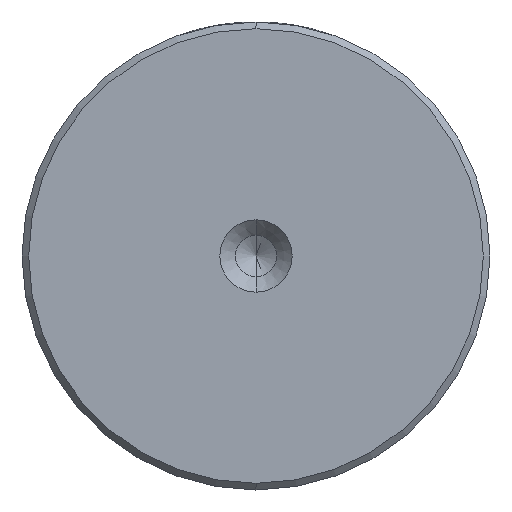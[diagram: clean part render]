
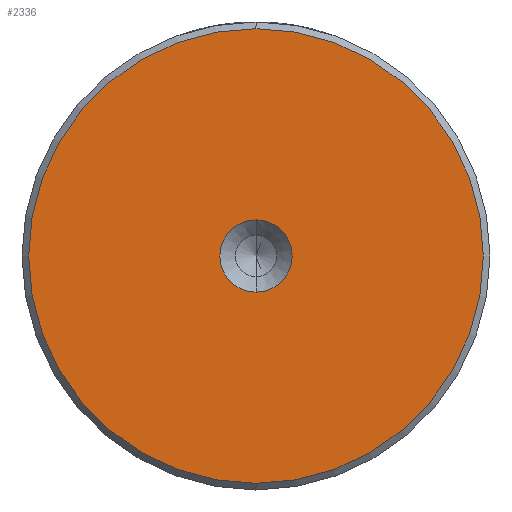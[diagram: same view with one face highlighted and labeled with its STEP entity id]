
A CAD part, left-side view. The second image highlights one B-rep face of the part: STEP entity #2336.
In plain terms, the highlighted planar face has unit normal (-1, 0, 0).
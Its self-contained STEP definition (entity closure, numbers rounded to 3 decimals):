
#47 = CARTESIAN_POINT ( 'NONE',  ( 0., 0., -17. ) ) ;
#51 = DIRECTION ( 'NONE',  ( 0., 0., 1. ) ) ;
#85 = CARTESIAN_POINT ( 'NONE',  ( 0., 0., 0. ) ) ;
#162 = AXIS2_PLACEMENT_3D ( 'NONE', #411, #1156, #51 ) ;
#164 = CIRCLE ( 'NONE', #704, 2.7 ) ;
#209 = CARTESIAN_POINT ( 'NONE',  ( 0., 0., 0. ) ) ;
#270 = DIRECTION ( 'NONE',  ( 0., 0., 1. ) ) ;
#403 = DIRECTION ( 'NONE',  ( 0., 0., 1. ) ) ;
#411 = CARTESIAN_POINT ( 'NONE',  ( 0., 0., 0. ) ) ;
#436 = DIRECTION ( 'NONE',  ( -1., 0., 0. ) ) ;
#475 = EDGE_CURVE ( 'NONE', #1690, #712, #1714, .T. ) ;
#518 = EDGE_LOOP ( 'NONE', ( #1868, #1040 ) ) ;
#610 = CARTESIAN_POINT ( 'NONE',  ( 0., 0., 17. ) ) ;
#704 = AXIS2_PLACEMENT_3D ( 'NONE', #85, #1375, #270 ) ;
#712 = VERTEX_POINT ( 'NONE', #2278 ) ;
#764 = EDGE_CURVE ( 'NONE', #712, #1690, #164, .T. ) ;
#853 = EDGE_CURVE ( 'NONE', #1719, #1754, #1258, .T. ) ;
#854 = CARTESIAN_POINT ( 'NONE',  ( 0., 0., 0. ) ) ;
#982 = PLANE ( 'NONE',  #162 ) ;
#1034 = DIRECTION ( 'NONE',  ( 0., 0., 1. ) ) ;
#1040 = ORIENTED_EDGE ( 'NONE', *, *, #764, .F. ) ;
#1074 = AXIS2_PLACEMENT_3D ( 'NONE', #854, #2127, #1034 ) ;
#1156 = DIRECTION ( 'NONE',  ( -1., 0., 0. ) ) ;
#1258 = CIRCLE ( 'NONE', #1074, 17. ) ;
#1287 = ORIENTED_EDGE ( 'NONE', *, *, #853, .T. ) ;
#1323 = EDGE_CURVE ( 'NONE', #1754, #1719, #2097, .T. ) ;
#1324 = CARTESIAN_POINT ( 'NONE',  ( 0., 0., 2.7 ) ) ;
#1375 = DIRECTION ( 'NONE',  ( -1., 0., 0. ) ) ;
#1448 = AXIS2_PLACEMENT_3D ( 'NONE', #209, #1498, #403 ) ;
#1498 = DIRECTION ( 'NONE',  ( -1., 0., 0. ) ) ;
#1504 = EDGE_LOOP ( 'NONE', ( #1287, #1850 ) ) ;
#1526 = CARTESIAN_POINT ( 'NONE',  ( 0., 0., 0. ) ) ;
#1531 = FACE_BOUND ( 'NONE', #518, .T. ) ;
#1690 = VERTEX_POINT ( 'NONE', #1324 ) ;
#1703 = DIRECTION ( 'NONE',  ( 0., 0., 1. ) ) ;
#1714 = CIRCLE ( 'NONE', #2150, 2.7 ) ;
#1719 = VERTEX_POINT ( 'NONE', #47 ) ;
#1754 = VERTEX_POINT ( 'NONE', #610 ) ;
#1850 = ORIENTED_EDGE ( 'NONE', *, *, #1323, .T. ) ;
#1868 = ORIENTED_EDGE ( 'NONE', *, *, #475, .F. ) ;
#2097 = CIRCLE ( 'NONE', #1448, 17. ) ;
#2127 = DIRECTION ( 'NONE',  ( -1., 0., 0. ) ) ;
#2150 = AXIS2_PLACEMENT_3D ( 'NONE', #1526, #436, #1703 ) ;
#2278 = CARTESIAN_POINT ( 'NONE',  ( 0., 0., -2.7 ) ) ;
#2288 = FACE_OUTER_BOUND ( 'NONE', #1504, .T. ) ;
#2336 = ADVANCED_FACE ( 'NONE', ( #2288, #1531 ), #982, .T. ) ;
